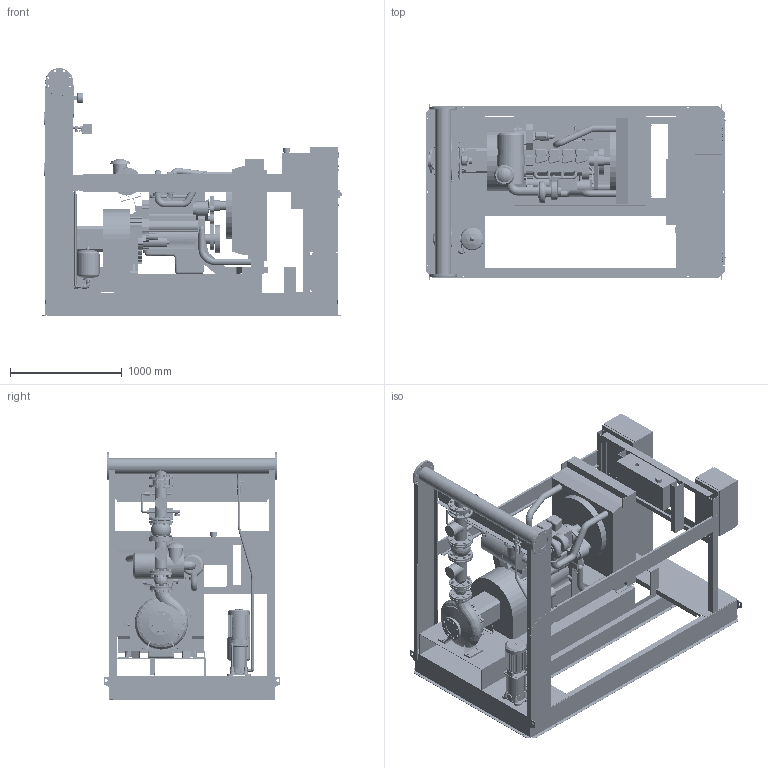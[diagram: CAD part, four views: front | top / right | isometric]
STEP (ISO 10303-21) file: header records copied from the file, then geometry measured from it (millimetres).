
FILE_DESCRIPTION((''),'2;1');
FILE_NAME('3d_Sifire-EN-80_315-290-109_1.5DJ-4183903.stp','2015-05-26T10:22:27',(''),(''),'Mechanical Desktop 2009','Mechanical Desktop 2009',', , ');
FILE_SCHEMA(('CONFIG_CONTROL_DESIGN'));
Length unit declared in the file: millimetre
Products named in the file (1): Product
Bounding box: 2685.5 x 1582 x 2219 mm (x, y, z)
Volume: 765792576.4 mm3; surface area: 46377286.2 mm2
Topology: 219 solids, 219 shells, 5615 faces, 13717 edges, 8653 vertices
Faces by surface type: plane 2144, bspline 1453, cylinder 1240, cone 580, torus 168, sphere 30
Entity records: 179547 total; most frequent: CARTESIAN_POINT 53630, ORIENTED_EDGE 27362, DIRECTION 24538, EDGE_CURVE 13681, VERTEX_POINT 8652, AXIS2_PLACEMENT_3D 8567, VECTOR 7404, LINE 7404
